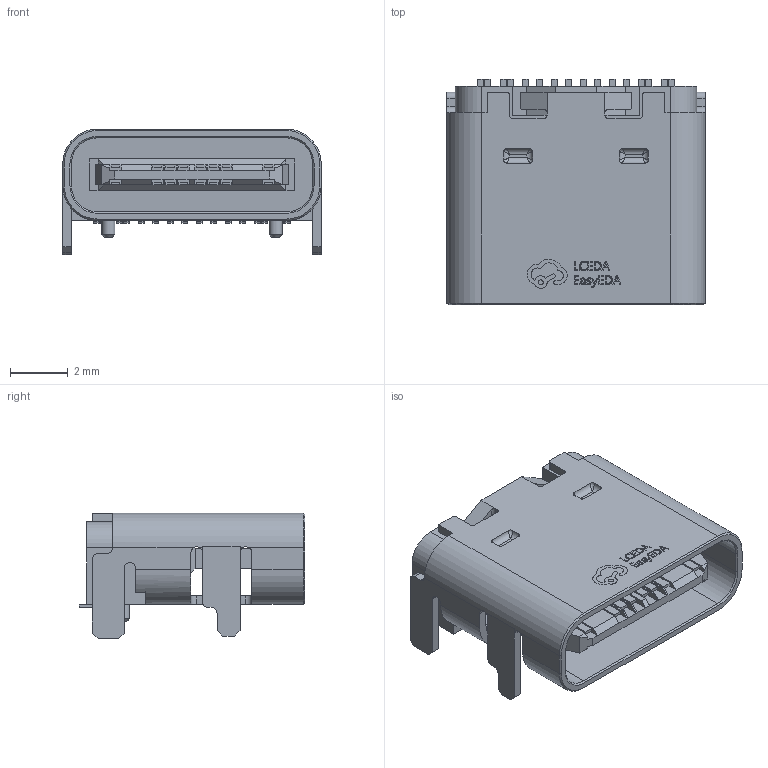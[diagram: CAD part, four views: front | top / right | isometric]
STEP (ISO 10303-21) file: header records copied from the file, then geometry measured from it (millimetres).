
FILE_DESCRIPTION (( 'STEP AP214' ), '1' );
FILE_NAME ('USB-C-SMD_KH-TYPE-C-16P.STEP', '2023-02-23T07:04:30', ( '' ), ( '' ), 'SwSTEP 2.0', 'SolidWorks 2020', '' );
FILE_SCHEMA (( 'AUTOMOTIVE_DESIGN' ));
Length unit declared in the file: millimetre
Products named in the file (1): USB-C-SMD_KH-TYPE-C-16P
Bounding box: 8.94 x 7.81 x 4.35 mm (x, y, z)
Volume: 112.2 mm3; surface area: 534.5 mm2
Topology: 29 solids, 29 shells, 793 faces, 2026 edges, 1296 vertices
Faces by surface type: plane 575, bspline 114, cylinder 92, cone 12
Entity records: 33286 total; most frequent: CARTESIAN_POINT 5924, ORIENTED_EDGE 4020, DIRECTION 3296, EDGE_CURVE 2010, LINE 1584, VECTOR 1584, VERTEX_POINT 1296, AXIS2_PLACEMENT_3D 856
